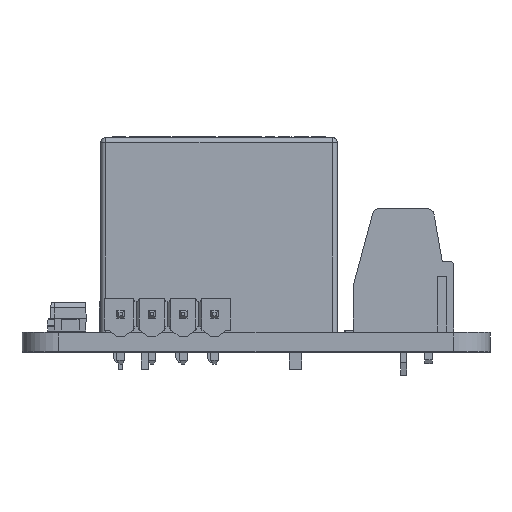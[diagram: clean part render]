
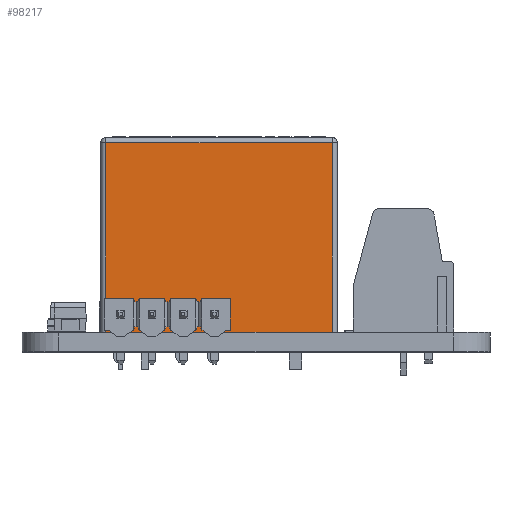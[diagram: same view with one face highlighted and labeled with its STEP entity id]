
A CAD part, left-side view. The second image highlights one B-rep face of the part: STEP entity #98217.
In plain terms, the highlighted planar face has unit normal (-1, 0, 0).
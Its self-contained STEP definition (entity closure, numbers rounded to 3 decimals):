
#10517=FACE_OUTER_BOUND('',#16583,.T.);
#16583=EDGE_LOOP('',(#86071,#86072,#86073,#86074));
#27313=LINE('',#156469,#38456);
#27316=LINE('',#156494,#38459);
#27319=LINE('',#156498,#38462);
#27328=LINE('',#156522,#38471);
#38456=VECTOR('',#129674,10.);
#38459=VECTOR('',#129701,10.);
#38462=VECTOR('',#129706,10.);
#38471=VECTOR('',#129735,10.);
#47420=VERTEX_POINT('',#156458);
#47423=VERTEX_POINT('',#156465);
#47432=VERTEX_POINT('',#156487);
#47434=VERTEX_POINT('',#156492);
#60481=EDGE_CURVE('',#47420,#47423,#27313,.T.);
#60492=EDGE_CURVE('',#47434,#47432,#27316,.T.);
#60495=EDGE_CURVE('',#47432,#47420,#27319,.T.);
#60508=EDGE_CURVE('',#47434,#47423,#27328,.T.);
#86071=ORIENTED_EDGE('',*,*,#60481,.F.);
#86072=ORIENTED_EDGE('',*,*,#60495,.F.);
#86073=ORIENTED_EDGE('',*,*,#60492,.F.);
#86074=ORIENTED_EDGE('',*,*,#60508,.T.);
#93217=PLANE('',#106045);
#98217=ADVANCED_FACE('',(#10517),#93217,.T.);
#106045=AXIS2_PLACEMENT_3D('',#156521,#129733,#129734);
#129674=DIRECTION('',(0.,0.,-1.));
#129701=DIRECTION('',(0.,0.,1.));
#129706=DIRECTION('',(0.,-1.,0.));
#129733=DIRECTION('center_axis',(-1.,0.,0.));
#129734=DIRECTION('ref_axis',(0.,-1.,0.));
#129735=DIRECTION('',(0.,-1.,0.));
#156458=CARTESIAN_POINT('',(0.,0.4,15.4));
#156465=CARTESIAN_POINT('',(0.,0.4,0.));
#156469=CARTESIAN_POINT('',(0.,0.4,0.));
#156487=CARTESIAN_POINT('',(0.,18.8,15.4));
#156492=CARTESIAN_POINT('',(0.,18.8,0.));
#156494=CARTESIAN_POINT('',(0.,18.8,0.));
#156498=CARTESIAN_POINT('',(0.,14.4,15.4));
#156521=CARTESIAN_POINT('Origin',(0.,19.2,0.));
#156522=CARTESIAN_POINT('',(0.,19.2,0.));
